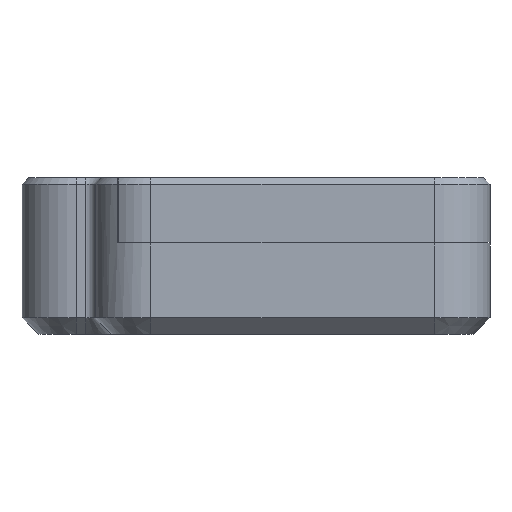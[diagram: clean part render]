
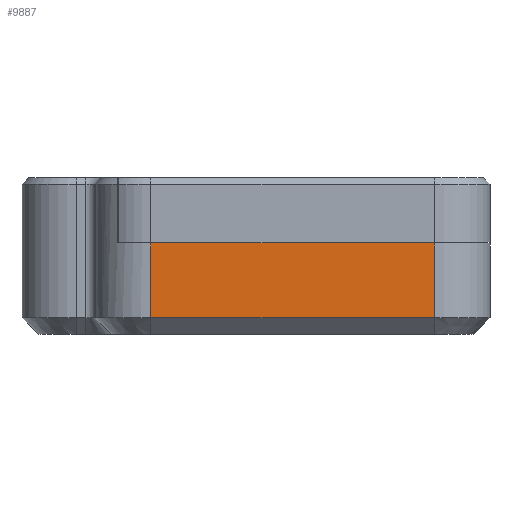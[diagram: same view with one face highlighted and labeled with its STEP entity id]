
A CAD part, left-side view. The second image highlights one B-rep face of the part: STEP entity #9887.
In plain terms, the highlighted planar face has unit normal (-1, 0, 0).
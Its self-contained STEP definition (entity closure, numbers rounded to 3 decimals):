
#761=FACE_OUTER_BOUND('',#1346,.T.);
#1346=EDGE_LOOP('',(#8262,#8263,#8264,#8265));
#1566=LINE('',#13432,#2789);
#2393=LINE('',#15277,#3616);
#2417=LINE('',#15330,#3640);
#2418=LINE('',#15332,#3641);
#2789=VECTOR('',#10834,10.);
#3616=VECTOR('',#12457,10.);
#3640=VECTOR('',#12515,10.);
#3641=VECTOR('',#12518,10.);
#4008=VERTEX_POINT('',#13429);
#4009=VERTEX_POINT('',#13431);
#4622=VERTEX_POINT('',#15271);
#4623=VERTEX_POINT('',#15275);
#4947=EDGE_CURVE('',#4009,#4008,#1566,.T.);
#5868=EDGE_CURVE('',#4623,#4622,#2393,.T.);
#5895=EDGE_CURVE('',#4008,#4622,#2417,.T.);
#5896=EDGE_CURVE('',#4009,#4623,#2418,.T.);
#8262=ORIENTED_EDGE('',*,*,#4947,.T.);
#8263=ORIENTED_EDGE('',*,*,#5895,.T.);
#8264=ORIENTED_EDGE('',*,*,#5868,.F.);
#8265=ORIENTED_EDGE('',*,*,#5896,.F.);
#9439=PLANE('',#10505);
#9887=ADVANCED_FACE('',(#761),#9439,.T.);
#10505=AXIS2_PLACEMENT_3D('',#15331,#12516,#12517);
#10834=DIRECTION('',(0.,1.,0.));
#12457=DIRECTION('',(0.,1.,0.));
#12515=DIRECTION('',(0.,0.,-1.));
#12516=DIRECTION('center_axis',(-1.,0.,0.));
#12517=DIRECTION('ref_axis',(0.,1.,0.));
#12518=DIRECTION('',(0.,0.,-1.));
#13429=CARTESIAN_POINT('',(-73.604,16.169,-7.));
#13431=CARTESIAN_POINT('',(-73.604,-27.403,-7.));
#13432=CARTESIAN_POINT('',(-73.604,-17.409,-7.));
#15271=CARTESIAN_POINT('',(-73.604,16.169,-18.5));
#15275=CARTESIAN_POINT('',(-73.604,-27.403,-18.5));
#15277=CARTESIAN_POINT('',(-73.604,-13.702,-18.5));
#15330=CARTESIAN_POINT('',(-73.604,16.169,0.));
#15331=CARTESIAN_POINT('Origin',(-73.604,-27.403,0.));
#15332=CARTESIAN_POINT('',(-73.604,-27.403,0.));
